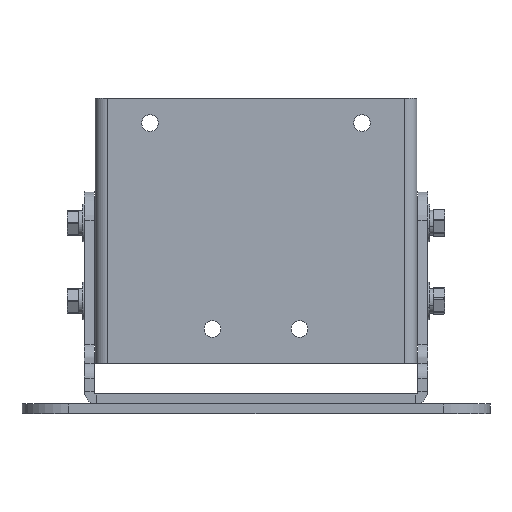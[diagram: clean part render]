
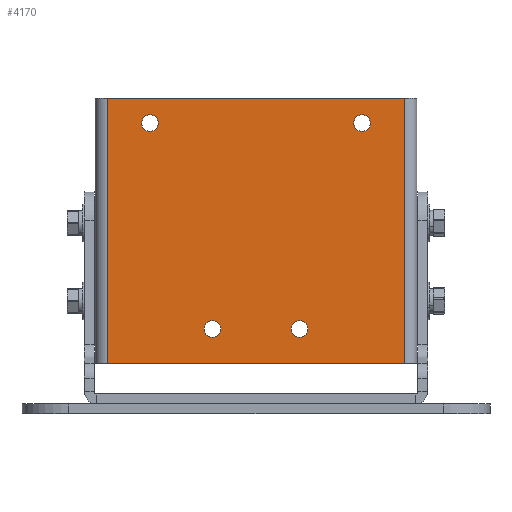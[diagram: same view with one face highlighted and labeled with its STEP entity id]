
A CAD part, front view. The second image highlights one B-rep face of the part: STEP entity #4170.
In plain terms, the highlighted planar face has unit normal (0, -1, 0).
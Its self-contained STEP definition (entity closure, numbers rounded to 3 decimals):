
#256 = CARTESIAN_POINT ( 'NONE',  ( -47.663, -3.2, 42.5 ) ) ;
#263 = CARTESIAN_POINT ( 'NONE',  ( 47.663, -3.2, -42.5 ) ) ;
#286 = FACE_BOUND ( 'NONE', #2149, .T. ) ;
#291 = DIRECTION ( 'NONE',  ( 0., 0., 1. ) ) ;
#292 = EDGE_CURVE ( 'NONE', #4063, #3885, #4545, .T. ) ;
#322 = EDGE_LOOP ( 'NONE', ( #1789, #1598, #6343, #7025 ) ) ;
#382 = ORIENTED_EDGE ( 'NONE', *, *, #3152, .F. ) ;
#576 = VERTEX_POINT ( 'NONE', #256 ) ;
#663 = DIRECTION ( 'NONE',  ( 0., 0., -1. ) ) ;
#677 = DIRECTION ( 'NONE',  ( 0., -1., 0. ) ) ;
#735 = CARTESIAN_POINT ( 'NONE',  ( 34., -3.2, 34.5 ) ) ;
#843 = EDGE_LOOP ( 'NONE', ( #5208, #3737 ) ) ;
#875 = CARTESIAN_POINT ( 'NONE',  ( -47.663, -3.2, 42.5 ) ) ;
#979 = DIRECTION ( 'NONE',  ( 0., 0., 1. ) ) ;
#987 = DIRECTION ( 'NONE',  ( 0., -1., 0. ) ) ;
#992 = EDGE_CURVE ( 'NONE', #1974, #1510, #3523, .T. ) ;
#1230 = FACE_BOUND ( 'NONE', #3716, .T. ) ;
#1231 = CARTESIAN_POINT ( 'NONE',  ( 14., -3.2, -31.5 ) ) ;
#1413 = FACE_BOUND ( 'NONE', #4437, .T. ) ;
#1510 = VERTEX_POINT ( 'NONE', #4141 ) ;
#1598 = ORIENTED_EDGE ( 'NONE', *, *, #6851, .F. ) ;
#1641 = VECTOR ( 'NONE', #4663, 1000. ) ;
#1664 = CARTESIAN_POINT ( 'NONE',  ( 34., -3.2, 37.15 ) ) ;
#1719 = ORIENTED_EDGE ( 'NONE', *, *, #2677, .F. ) ;
#1789 = ORIENTED_EDGE ( 'NONE', *, *, #3355, .T. ) ;
#1792 = DIRECTION ( 'NONE',  ( 0., 0., -1. ) ) ;
#1941 = LINE ( 'NONE', #5190, #3219 ) ;
#1974 = VERTEX_POINT ( 'NONE', #6254 ) ;
#2069 = CARTESIAN_POINT ( 'NONE',  ( 0., -3.2, 0. ) ) ;
#2116 = VERTEX_POINT ( 'NONE', #1664 ) ;
#2149 = EDGE_LOOP ( 'NONE', ( #382, #5608 ) ) ;
#2177 = CIRCLE ( 'NONE', #2754, 2.65 ) ;
#2342 = CIRCLE ( 'NONE', #5334, 2.65 ) ;
#2345 = DIRECTION ( 'NONE',  ( 0., -1., 0. ) ) ;
#2370 = CIRCLE ( 'NONE', #4923, 2.65 ) ;
#2441 = VECTOR ( 'NONE', #2980, 1000. ) ;
#2601 = LINE ( 'NONE', #875, #1641 ) ;
#2643 = DIRECTION ( 'NONE',  ( 0., -1., 0. ) ) ;
#2677 = EDGE_CURVE ( 'NONE', #2116, #6043, #2177, .T. ) ;
#2754 = AXIS2_PLACEMENT_3D ( 'NONE', #735, #677, #663 ) ;
#2885 = VERTEX_POINT ( 'NONE', #5847 ) ;
#2980 = DIRECTION ( 'NONE',  ( -1., 0., 0. ) ) ;
#3051 = CARTESIAN_POINT ( 'NONE',  ( -34., -3.2, 34.5 ) ) ;
#3075 = DIRECTION ( 'NONE',  ( 0., -1., 0. ) ) ;
#3094 = DIRECTION ( 'NONE',  ( 0., 0., -1. ) ) ;
#3152 = EDGE_CURVE ( 'NONE', #4067, #3311, #2342, .T. ) ;
#3178 = CARTESIAN_POINT ( 'NONE',  ( -34., -3.2, 34.5 ) ) ;
#3183 = CARTESIAN_POINT ( 'NONE',  ( 47.663, -3.2, 42.5 ) ) ;
#3219 = VECTOR ( 'NONE', #4110, 1000. ) ;
#3241 = ORIENTED_EDGE ( 'NONE', *, *, #3465, .F. ) ;
#3311 = VERTEX_POINT ( 'NONE', #4093 ) ;
#3321 = AXIS2_PLACEMENT_3D ( 'NONE', #3178, #6959, #3718 ) ;
#3323 = EDGE_CURVE ( 'NONE', #4723, #3477, #5607, .T. ) ;
#3355 = EDGE_CURVE ( 'NONE', #576, #2885, #2601, .T. ) ;
#3465 = EDGE_CURVE ( 'NONE', #6043, #2116, #4762, .T. ) ;
#3477 = VERTEX_POINT ( 'NONE', #3183 ) ;
#3523 = CIRCLE ( 'NONE', #4367, 2.65 ) ;
#3624 = CIRCLE ( 'NONE', #3653, 2.65 ) ;
#3653 = AXIS2_PLACEMENT_3D ( 'NONE', #5555, #2345, #6091 ) ;
#3684 = CARTESIAN_POINT ( 'NONE',  ( 14., -3.2, -34.15 ) ) ;
#3716 = EDGE_LOOP ( 'NONE', ( #4150, #4068 ) ) ;
#3718 = DIRECTION ( 'NONE',  ( 0., 0., -1. ) ) ;
#3737 = ORIENTED_EDGE ( 'NONE', *, *, #5832, .F. ) ;
#3858 = LINE ( 'NONE', #6191, #2441 ) ;
#3885 = VERTEX_POINT ( 'NONE', #5144 ) ;
#4063 = VERTEX_POINT ( 'NONE', #6927 ) ;
#4067 = VERTEX_POINT ( 'NONE', #3684 ) ;
#4068 = ORIENTED_EDGE ( 'NONE', *, *, #4793, .F. ) ;
#4093 = CARTESIAN_POINT ( 'NONE',  ( 14., -3.2, -28.85 ) ) ;
#4110 = DIRECTION ( 'NONE',  ( 1., 0., 0. ) ) ;
#4141 = CARTESIAN_POINT ( 'NONE',  ( -34., -3.2, 37.15 ) ) ;
#4150 = ORIENTED_EDGE ( 'NONE', *, *, #992, .F. ) ;
#4170 = ADVANCED_FACE ( 'NONE', ( #286, #7009, #1413, #1230, #6841 ), #6382, .F. ) ;
#4187 = VECTOR ( 'NONE', #291, 1000. ) ;
#4231 = DIRECTION ( 'NONE',  ( 0., 1., 0. ) ) ;
#4239 = CARTESIAN_POINT ( 'NONE',  ( -14., -3.2, -31.5 ) ) ;
#4352 = CIRCLE ( 'NONE', #3321, 2.65 ) ;
#4367 = AXIS2_PLACEMENT_3D ( 'NONE', #3051, #3075, #3094 ) ;
#4437 = EDGE_LOOP ( 'NONE', ( #3241, #1719 ) ) ;
#4545 = CIRCLE ( 'NONE', #5855, 2.65 ) ;
#4600 = DIRECTION ( 'NONE',  ( 0., 0., -1. ) ) ;
#4647 = CARTESIAN_POINT ( 'NONE',  ( -14., -3.2, -31.5 ) ) ;
#4663 = DIRECTION ( 'NONE',  ( 0., 0., -1. ) ) ;
#4723 = VERTEX_POINT ( 'NONE', #5243 ) ;
#4762 = CIRCLE ( 'NONE', #7014, 2.65 ) ;
#4770 = DIRECTION ( 'NONE',  ( 0., 0., -1. ) ) ;
#4787 = DIRECTION ( 'NONE',  ( 0., -1., 0. ) ) ;
#4793 = EDGE_CURVE ( 'NONE', #1510, #1974, #4352, .T. ) ;
#4923 = AXIS2_PLACEMENT_3D ( 'NONE', #4239, #987, #4770 ) ;
#4965 = CARTESIAN_POINT ( 'NONE',  ( 34., -3.2, 31.85 ) ) ;
#5021 = DIRECTION ( 'NONE',  ( 0., -1., 0. ) ) ;
#5144 = CARTESIAN_POINT ( 'NONE',  ( -14., -3.2, -28.85 ) ) ;
#5190 = CARTESIAN_POINT ( 'NONE',  ( -51.6, -3.2, 42.5 ) ) ;
#5208 = ORIENTED_EDGE ( 'NONE', *, *, #292, .F. ) ;
#5243 = CARTESIAN_POINT ( 'NONE',  ( 47.663, -3.2, -42.5 ) ) ;
#5334 = AXIS2_PLACEMENT_3D ( 'NONE', #1231, #5021, #1792 ) ;
#5555 = CARTESIAN_POINT ( 'NONE',  ( 14., -3.2, -31.5 ) ) ;
#5607 = LINE ( 'NONE', #263, #4187 ) ;
#5608 = ORIENTED_EDGE ( 'NONE', *, *, #6707, .F. ) ;
#5700 = EDGE_CURVE ( 'NONE', #576, #3477, #1941, .T. ) ;
#5832 = EDGE_CURVE ( 'NONE', #3885, #4063, #2370, .T. ) ;
#5844 = CARTESIAN_POINT ( 'NONE',  ( 34., -3.2, 34.5 ) ) ;
#5847 = CARTESIAN_POINT ( 'NONE',  ( -47.663, -3.2, -42.5 ) ) ;
#5855 = AXIS2_PLACEMENT_3D ( 'NONE', #4647, #4787, #4600 ) ;
#6043 = VERTEX_POINT ( 'NONE', #4965 ) ;
#6091 = DIRECTION ( 'NONE',  ( 0., 0., -1. ) ) ;
#6191 = CARTESIAN_POINT ( 'NONE',  ( -51.6, -3.2, -42.5 ) ) ;
#6254 = CARTESIAN_POINT ( 'NONE',  ( -34., -3.2, 31.85 ) ) ;
#6343 = ORIENTED_EDGE ( 'NONE', *, *, #3323, .T. ) ;
#6382 = PLANE ( 'NONE',  #6593 ) ;
#6404 = DIRECTION ( 'NONE',  ( 0., 0., -1. ) ) ;
#6593 = AXIS2_PLACEMENT_3D ( 'NONE', #2069, #4231, #979 ) ;
#6707 = EDGE_CURVE ( 'NONE', #3311, #4067, #3624, .T. ) ;
#6841 = FACE_OUTER_BOUND ( 'NONE', #322, .T. ) ;
#6851 = EDGE_CURVE ( 'NONE', #4723, #2885, #3858, .T. ) ;
#6927 = CARTESIAN_POINT ( 'NONE',  ( -14., -3.2, -34.15 ) ) ;
#6959 = DIRECTION ( 'NONE',  ( 0., -1., 0. ) ) ;
#7009 = FACE_BOUND ( 'NONE', #843, .T. ) ;
#7014 = AXIS2_PLACEMENT_3D ( 'NONE', #5844, #2643, #6404 ) ;
#7025 = ORIENTED_EDGE ( 'NONE', *, *, #5700, .F. ) ;
